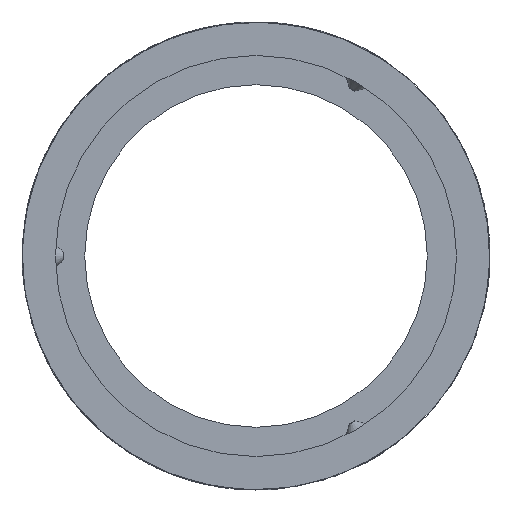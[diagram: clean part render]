
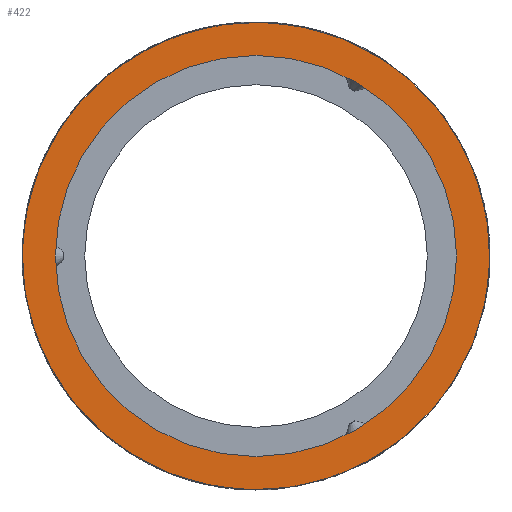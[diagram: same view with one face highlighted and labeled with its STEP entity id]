
A CAD part, left-side view. The second image highlights one B-rep face of the part: STEP entity #422.
In plain terms, the highlighted planar face has unit normal (-1, 0, 0).
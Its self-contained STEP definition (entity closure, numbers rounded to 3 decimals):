
#113=PLANE('',#3570);
#422=ADVANCED_FACE('',(#660,#661),#113,.T.);
#550=CIRCLE('',#3568,24.);
#551=CIRCLE('',#3569,28.);
#660=FACE_BOUND('',#862,.T.);
#661=FACE_BOUND('',#863,.T.);
#862=EDGE_LOOP('',(#1845));
#863=EDGE_LOOP('',(#1846));
#1845=ORIENTED_EDGE('',*,*,#2960,.F.);
#1846=ORIENTED_EDGE('',*,*,#2961,.F.);
#2445=VERTEX_POINT('',#7258);
#2446=VERTEX_POINT('',#7260);
#2960=EDGE_CURVE('',#2445,#2445,#550,.T.);
#2961=EDGE_CURVE('',#2446,#2446,#551,.T.);
#3568=AXIS2_PLACEMENT_3D('',#7257,#3826,#3827);
#3569=AXIS2_PLACEMENT_3D('',#7259,#3828,#3829);
#3570=AXIS2_PLACEMENT_3D('',#7261,#3830,#3831);
#3826=DIRECTION('',(-1.,0.,0.));
#3827=DIRECTION('',(0.,1.,0.));
#3828=DIRECTION('',(1.,0.,0.));
#3829=DIRECTION('',(0.,1.,0.));
#3830=DIRECTION('',(-1.,0.,0.));
#3831=DIRECTION('',(0.,1.,0.));
#7257=CARTESIAN_POINT('',(0.,0.,0.));
#7258=CARTESIAN_POINT('',(0.,24.,0.));
#7259=CARTESIAN_POINT('',(0.,0.,0.));
#7260=CARTESIAN_POINT('',(0.,28.,0.));
#7261=CARTESIAN_POINT('',(0.,-30.8,30.8));
